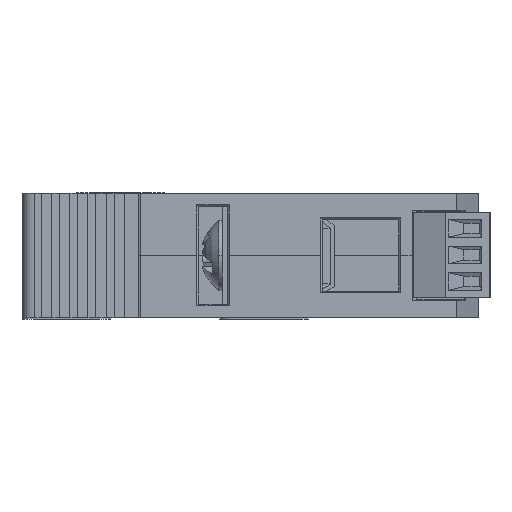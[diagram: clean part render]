
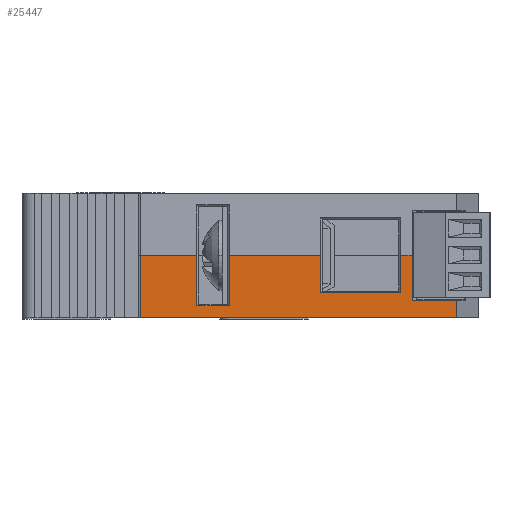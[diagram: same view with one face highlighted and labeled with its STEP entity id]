
A CAD part, left-side view. The second image highlights one B-rep face of the part: STEP entity #25447.
In plain terms, the highlighted planar face has unit normal (-1, 0, 0).
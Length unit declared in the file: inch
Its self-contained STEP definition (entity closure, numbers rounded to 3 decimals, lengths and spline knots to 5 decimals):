
#990 = VERTEX_POINT ( 'NONE', #148135 ) ;
#3669 = VECTOR ( 'NONE', #44481, 39.37008 ) ;
#7632 = VECTOR ( 'NONE', #112506, 39.37008 ) ;
#9416 = CARTESIAN_POINT ( 'NONE',  ( -1.76825, 0.961, -0.35075 ) ) ;
#12976 = LINE ( 'NONE', #140952, #71939 ) ;
#13247 = VECTOR ( 'NONE', #80478, 39.37008 ) ;
#14221 = VERTEX_POINT ( 'NONE', #71028 ) ;
#14620 = LINE ( 'NONE', #150027, #75380 ) ;
#15699 = EDGE_CURVE ( 'NONE', #55523, #128499, #12976, .T. ) ;
#15904 = LINE ( 'NONE', #20539, #45334 ) ;
#16005 = CARTESIAN_POINT ( 'NONE',  ( -1.76825, 0.951, -0.35075 ) ) ;
#17514 = CARTESIAN_POINT ( 'NONE',  ( -1.76825, -0.586, 0. ) ) ;
#18179 = CARTESIAN_POINT ( 'NONE',  ( -1.76825, 0.4475, -0.28525 ) ) ;
#20539 = CARTESIAN_POINT ( 'NONE',  ( -1.76825, -0.586, -0.25225 ) ) ;
#20639 = EDGE_LOOP ( 'NONE', ( #135109, #69764, #69910, #29033, #62967, #87001, #100859, #22156, #28342, #46203, #22816, #101607, #26693, #41861 ) ) ;
#21924 = LINE ( 'NONE', #138180, #3669 ) ;
#22156 = ORIENTED_EDGE ( 'NONE', *, *, #93660, .T. ) ;
#22360 = VERTEX_POINT ( 'NONE', #117485 ) ;
#22816 = ORIENTED_EDGE ( 'NONE', *, *, #74797, .F. ) ;
#25447 = ADVANCED_FACE ( 'NONE', ( #35875 ), #139136, .F. ) ;
#26693 = ORIENTED_EDGE ( 'NONE', *, *, #48547, .T. ) ;
#27648 = VERTEX_POINT ( 'NONE', #17514 ) ;
#28332 = CARTESIAN_POINT ( 'NONE',  ( -1.76825, -0.836, -0.35075 ) ) ;
#28342 = ORIENTED_EDGE ( 'NONE', *, *, #46842, .T. ) ;
#29033 = ORIENTED_EDGE ( 'NONE', *, *, #93071, .T. ) ;
#30740 = CARTESIAN_POINT ( 'NONE',  ( -1.76825, 0.6305, 0. ) ) ;
#31643 = VECTOR ( 'NONE', #52058, 39.37008 ) ;
#32340 = CARTESIAN_POINT ( 'NONE',  ( -1.76825, -0.5205, -0.2115 ) ) ;
#32668 = DIRECTION ( 'NONE',  ( 0., 1., 0. ) ) ;
#35875 = FACE_OUTER_BOUND ( 'NONE', #20639, .T. ) ;
#36392 = VERTEX_POINT ( 'NONE', #32340 ) ;
#36749 = EDGE_CURVE ( 'NONE', #14221, #63698, #40844, .T. ) ;
#37005 = AXIS2_PLACEMENT_3D ( 'NONE', #118488, #82986, #61401 ) ;
#38139 = DIRECTION ( 'NONE',  ( 0., 0., -1. ) ) ;
#40844 = LINE ( 'NONE', #142583, #31643 ) ;
#41861 = ORIENTED_EDGE ( 'NONE', *, *, #136328, .T. ) ;
#44481 = DIRECTION ( 'NONE',  ( 0., 0., 1. ) ) ;
#45334 = VECTOR ( 'NONE', #79280, 39.37008 ) ;
#46025 = CARTESIAN_POINT ( 'NONE',  ( -1.76825, -0.068, -0.2115 ) ) ;
#46203 = ORIENTED_EDGE ( 'NONE', *, *, #137779, .T. ) ;
#46842 = EDGE_CURVE ( 'NONE', #36392, #118136, #72542, .T. ) ;
#48314 = CARTESIAN_POINT ( 'NONE',  ( -1.76825, -0.586, -0.25225 ) ) ;
#48547 = EDGE_CURVE ( 'NONE', #63698, #67377, #14620, .T. ) ;
#52058 = DIRECTION ( 'NONE',  ( 0., 0., -1. ) ) ;
#55523 = VERTEX_POINT ( 'NONE', #82690 ) ;
#55892 = VECTOR ( 'NONE', #60642, 39.37008 ) ;
#57658 = EDGE_CURVE ( 'NONE', #128499, #150878, #118230, .T. ) ;
#60642 = DIRECTION ( 'NONE',  ( 0., 0., -1. ) ) ;
#61104 = LINE ( 'NONE', #113001, #7632 ) ;
#61401 = DIRECTION ( 'NONE',  ( 0., 1., 0. ) ) ;
#62967 = ORIENTED_EDGE ( 'NONE', *, *, #71188, .F. ) ;
#63698 = VERTEX_POINT ( 'NONE', #18179 ) ;
#64740 = EDGE_CURVE ( 'NONE', #125458, #27648, #100848, .T. ) ;
#67377 = VERTEX_POINT ( 'NONE', #96730 ) ;
#69385 = CARTESIAN_POINT ( 'NONE',  ( -1.76825, -0.836, -0.35075 ) ) ;
#69764 = ORIENTED_EDGE ( 'NONE', *, *, #15699, .T. ) ;
#69910 = ORIENTED_EDGE ( 'NONE', *, *, #57658, .T. ) ;
#71028 = CARTESIAN_POINT ( 'NONE',  ( -1.76825, 0.4475, 0. ) ) ;
#71188 = EDGE_CURVE ( 'NONE', #22360, #103851, #15904, .T. ) ;
#71197 = CARTESIAN_POINT ( 'NONE',  ( -1.76825, -0.836, -0.25225 ) ) ;
#71939 = VECTOR ( 'NONE', #129611, 39.37008 ) ;
#72542 = LINE ( 'NONE', #126812, #100151 ) ;
#74797 = EDGE_CURVE ( 'NONE', #14221, #990, #151177, .T. ) ;
#75380 = VECTOR ( 'NONE', #134036, 39.37008 ) ;
#79280 = DIRECTION ( 'NONE',  ( 0., -1., 0. ) ) ;
#80478 = DIRECTION ( 'NONE',  ( 0., -1., 0. ) ) ;
#81757 = DIRECTION ( 'NONE',  ( 0., 0., 1. ) ) ;
#82690 = CARTESIAN_POINT ( 'NONE',  ( -1.76825, 0.951, 0. ) ) ;
#82772 = CARTESIAN_POINT ( 'NONE',  ( -1.76825, -0.5205, 0. ) ) ;
#82986 = DIRECTION ( 'NONE',  ( 1., 0., 0. ) ) ;
#87001 = ORIENTED_EDGE ( 'NONE', *, *, #129623, .F. ) ;
#88249 = VERTEX_POINT ( 'NONE', #30740 ) ;
#88430 = CARTESIAN_POINT ( 'NONE',  ( -1.76825, -0.068, 0.35075 ) ) ;
#90917 = LINE ( 'NONE', #48314, #55892 ) ;
#93071 = EDGE_CURVE ( 'NONE', #150878, #103851, #141744, .T. ) ;
#93660 = EDGE_CURVE ( 'NONE', #125458, #36392, #144713, .T. ) ;
#96730 = CARTESIAN_POINT ( 'NONE',  ( -1.76825, 0.6305, -0.28525 ) ) ;
#97365 = CARTESIAN_POINT ( 'NONE',  ( -1.76825, -0.5205, 0.35075 ) ) ;
#97855 = VECTOR ( 'NONE', #138220, 39.37008 ) ;
#98238 = CARTESIAN_POINT ( 'NONE',  ( -1.76825, 0.961, 0. ) ) ;
#100151 = VECTOR ( 'NONE', #32668, 39.37008 ) ;
#100848 = LINE ( 'NONE', #98238, #111965 ) ;
#100859 = ORIENTED_EDGE ( 'NONE', *, *, #64740, .F. ) ;
#101607 = ORIENTED_EDGE ( 'NONE', *, *, #36749, .T. ) ;
#102756 = CARTESIAN_POINT ( 'NONE',  ( -1.76825, 0.961, 0. ) ) ;
#103851 = VERTEX_POINT ( 'NONE', #71197 ) ;
#107348 = EDGE_CURVE ( 'NONE', #55523, #88249, #61104, .T. ) ;
#111965 = VECTOR ( 'NONE', #135218, 39.37008 ) ;
#112506 = DIRECTION ( 'NONE',  ( 0., -1., 0. ) ) ;
#112937 = VECTOR ( 'NONE', #147532, 39.37008 ) ;
#113001 = CARTESIAN_POINT ( 'NONE',  ( -1.76825, 0.961, 0. ) ) ;
#117485 = CARTESIAN_POINT ( 'NONE',  ( -1.76825, -0.586, -0.25225 ) ) ;
#118136 = VERTEX_POINT ( 'NONE', #46025 ) ;
#118230 = LINE ( 'NONE', #9416, #13247 ) ;
#118488 = CARTESIAN_POINT ( 'NONE',  ( -1.76825, 0.961, 0.35075 ) ) ;
#123949 = LINE ( 'NONE', #88430, #112937 ) ;
#124445 = VECTOR ( 'NONE', #38139, 39.37008 ) ;
#125458 = VERTEX_POINT ( 'NONE', #82772 ) ;
#126812 = CARTESIAN_POINT ( 'NONE',  ( -1.76825, 0.961, -0.2115 ) ) ;
#128499 = VERTEX_POINT ( 'NONE', #16005 ) ;
#129611 = DIRECTION ( 'NONE',  ( 0., 0., -1. ) ) ;
#129623 = EDGE_CURVE ( 'NONE', #27648, #22360, #90917, .T. ) ;
#134036 = DIRECTION ( 'NONE',  ( 0., 1., 0. ) ) ;
#135109 = ORIENTED_EDGE ( 'NONE', *, *, #107348, .F. ) ;
#135218 = DIRECTION ( 'NONE',  ( 0., -1., 0. ) ) ;
#136328 = EDGE_CURVE ( 'NONE', #67377, #88249, #21924, .T. ) ;
#137779 = EDGE_CURVE ( 'NONE', #118136, #990, #123949, .T. ) ;
#138180 = CARTESIAN_POINT ( 'NONE',  ( -1.76825, 0.6305, 0.35075 ) ) ;
#138220 = DIRECTION ( 'NONE',  ( 0., -1., 0. ) ) ;
#139136 = PLANE ( 'NONE',  #37005 ) ;
#139973 = VECTOR ( 'NONE', #81757, 39.37008 ) ;
#140952 = CARTESIAN_POINT ( 'NONE',  ( -1.76825, 0.951, 0.35075 ) ) ;
#141744 = LINE ( 'NONE', #69385, #139973 ) ;
#142583 = CARTESIAN_POINT ( 'NONE',  ( -1.76825, 0.4475, 0.35075 ) ) ;
#144713 = LINE ( 'NONE', #97365, #124445 ) ;
#147532 = DIRECTION ( 'NONE',  ( 0., 0., 1. ) ) ;
#148135 = CARTESIAN_POINT ( 'NONE',  ( -1.76825, -0.068, 0. ) ) ;
#150027 = CARTESIAN_POINT ( 'NONE',  ( -1.76825, 0.961, -0.28525 ) ) ;
#150878 = VERTEX_POINT ( 'NONE', #28332 ) ;
#151177 = LINE ( 'NONE', #102756, #97855 ) ;
